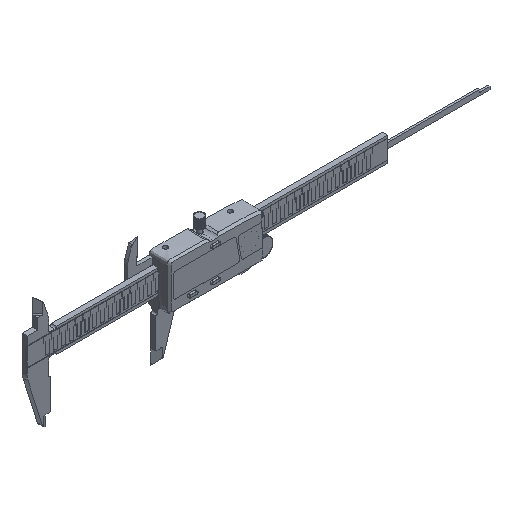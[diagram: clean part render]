
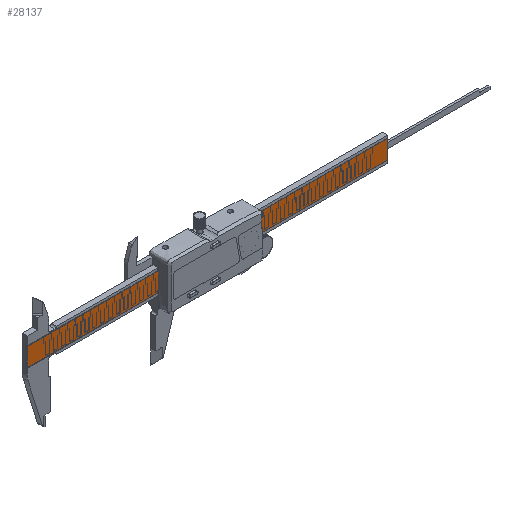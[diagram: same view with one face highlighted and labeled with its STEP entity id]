
A CAD part, isometric view. The second image highlights one B-rep face of the part: STEP entity #28137.
In plain terms, the highlighted planar face has unit normal (0, -1, 0).
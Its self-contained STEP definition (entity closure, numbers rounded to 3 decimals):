
#28061 = EDGE_CURVE('',#28062,#28064,#28066,.T.);
#28062 = VERTEX_POINT('',#28063);
#28063 = CARTESIAN_POINT('',(0.,0.,0.));
#28064 = VERTEX_POINT('',#28065);
#28065 = CARTESIAN_POINT('',(0.,0.,12.4));
#28066 = LINE('',#28067,#28068);
#28067 = CARTESIAN_POINT('',(0.,0.,0.));
#28068 = VECTOR('',#28069,1.);
#28069 = DIRECTION('',(0.,0.,1.));
#28101 = EDGE_CURVE('',#28102,#28104,#28106,.T.);
#28102 = VERTEX_POINT('',#28103);
#28103 = CARTESIAN_POINT('',(236.,0.,0.));
#28104 = VERTEX_POINT('',#28105);
#28105 = CARTESIAN_POINT('',(236.,0.,12.4));
#28106 = LINE('',#28107,#28108);
#28107 = CARTESIAN_POINT('',(236.,0.,0.));
#28108 = VECTOR('',#28109,1.);
#28109 = DIRECTION('',(0.,0.,1.));
#28137 = ADVANCED_FACE('',(#28138),#28154,.F.);
#28138 = FACE_BOUND('',#28139,.F.);
#28139 = EDGE_LOOP('',(#28140,#28146,#28147,#28153));
#28140 = ORIENTED_EDGE('',*,*,#28141,.F.);
#28141 = EDGE_CURVE('',#28062,#28102,#28142,.T.);
#28142 = LINE('',#28143,#28144);
#28143 = CARTESIAN_POINT('',(0.,0.,0.));
#28144 = VECTOR('',#28145,1.);
#28145 = DIRECTION('',(1.,0.,0.));
#28146 = ORIENTED_EDGE('',*,*,#28061,.T.);
#28147 = ORIENTED_EDGE('',*,*,#28148,.T.);
#28148 = EDGE_CURVE('',#28064,#28104,#28149,.T.);
#28149 = LINE('',#28150,#28151);
#28150 = CARTESIAN_POINT('',(0.,0.,12.4));
#28151 = VECTOR('',#28152,1.);
#28152 = DIRECTION('',(1.,0.,0.));
#28153 = ORIENTED_EDGE('',*,*,#28101,.F.);
#28154 = PLANE('',#28155);
#28155 = AXIS2_PLACEMENT_3D('',#28156,#28157,#28158);
#28156 = CARTESIAN_POINT('',(0.,0.,0.));
#28157 = DIRECTION('',(0.,1.,0.));
#28158 = DIRECTION('',(0.,-0.,1.));
